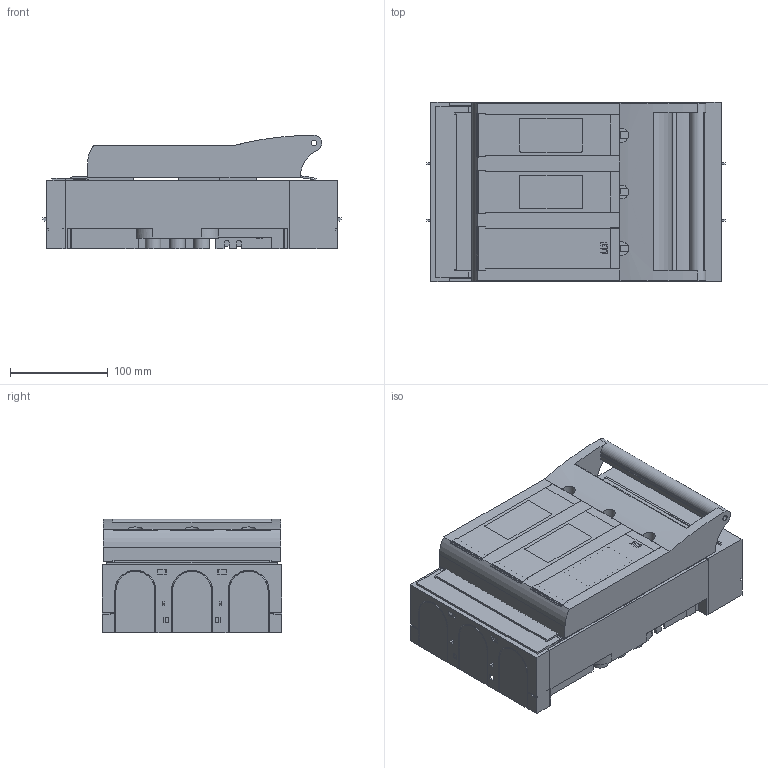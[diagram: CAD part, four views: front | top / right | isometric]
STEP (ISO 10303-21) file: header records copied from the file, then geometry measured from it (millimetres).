
FILE_DESCRIPTION((''),'2;1');
FILE_NAME('KVL-1_3P_M10-M10_ASM','2018-02-27T',('luka.skrinjar'),('Audax d.o.o.'),'CREO PARAMETRIC BY PTC INC, 2016050','CREO PARAMETRIC BY PTC INC, 2016050','');
FILE_SCHEMA(('AUTOMOTIVE_DESIGN { 1 0 10303 214 1 1 1 1 }'));
Length unit declared in the file: millimetre
Products named in the file (12): 34225_L_GEHAEUSE_GR1; 158634_L_ANSCHLUSSLASCHE_GR1_1; 34227_L_SCHUTZABDECKUNG_GR1_OBE; 34228_L_SCHUTZABDECKUNG_GR1_UNT; 34202_L_FRONTPLATTE_GR1; 34208_L_SCHEIBE_GR_1_1; 66113_SECHSKANTMUTTER_DIN934__1; 65746_SECHSKANTSCHRAUBE_M10X2_1; 66903_SPANNSCHEIBE_DIN6796_-1_1; T100113000_L_NH-SICHERUNGSLASTT_ASM; KVL_1_M10_M10; KVL-1_3P_M10-M10_ASM
Assembly tree (32 placements, depth 3):
  KVL-1_3P_M10-M10_ASM
    T100113000_L_NH-SICHERUNGSLASTT_ASM
      34225_L_GEHAEUSE_GR1
      158634_L_ANSCHLUSSLASCHE_GR1_1  x6
      34227_L_SCHUTZABDECKUNG_GR1_OBE
      34228_L_SCHUTZABDECKUNG_GR1_UNT
      34202_L_FRONTPLATTE_GR1
      34208_L_SCHEIBE_GR_1_1  x2
      66113_SECHSKANTMUTTER_DIN934__1  x6
      65746_SECHSKANTSCHRAUBE_M10X2_1  x6
      66903_SPANNSCHEIBE_DIN6796_-1_1  x6
    KVL_1_M10_M10
Bounding box: 305.75 x 183.5 x 116.3 mm (x, y, z)
Volume: 1855988.6 mm3; surface area: 710485 mm2
Topology: 31 solids, 31 shells, 1718 faces, 5277 edges, 3536 vertices
Faces by surface type: plane 1286, cylinder 270, cone 162
Entity records: 61784 total; most frequent: CARTESIAN_POINT 9293, ORIENTED_EDGE 8526, DIRECTION 7481, PRESENTATION_STYLE_ASSIGNMENT 4304, STYLED_ITEM 4273, CURVE_STYLE 4263, EDGE_CURVE 4263, VECTOR 3641
